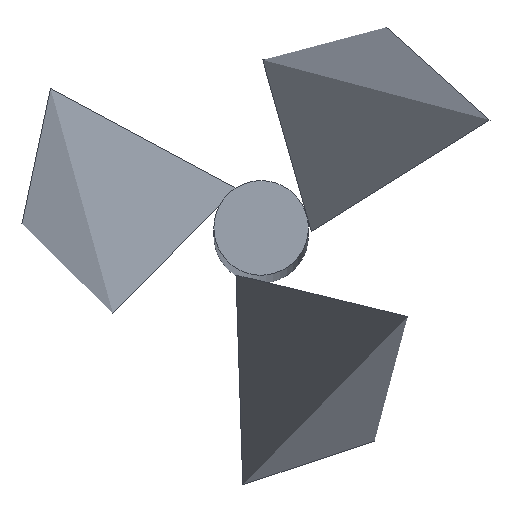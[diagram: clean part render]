
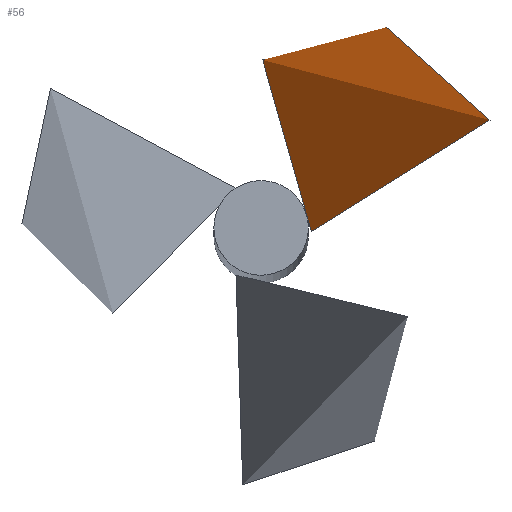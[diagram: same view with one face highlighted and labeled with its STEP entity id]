
A CAD part, top view. The second image highlights one B-rep face of the part: STEP entity #56.
In plain terms, the highlighted free-form (B-spline) face has degree [3, 3] with [4, 5] control points.
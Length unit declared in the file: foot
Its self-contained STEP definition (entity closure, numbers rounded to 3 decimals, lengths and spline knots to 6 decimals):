
#26=B_SPLINE_CURVE_WITH_KNOTS('',3,(#292,#293,#294,#295),.UNSPECIFIED.,
 .F.,.F.,(4,4),(0.,0.038171),.UNSPECIFIED.);
#27=B_SPLINE_CURVE_WITH_KNOTS('',3,(#296,#297,#298,#299),.UNSPECIFIED.,
 .F.,.F.,(4,4),(-0.038171,0.),.UNSPECIFIED.);
#36=B_SPLINE_SURFACE_WITH_KNOTS('',3,3,((#270,#271,#272,#273,#274),(#275,
#276,#277,#278,#279),(#280,#281,#282,#283,#284),(#285,#286,#287,#288,#289)),
 .UNSPECIFIED.,.F.,.F.,.F.,(4,4),(4,1,4),(0.,0.038171),(0.,0.002331,
0.004662),.UNSPECIFIED.);
#56=ADVANCED_FACE('',(#63),#36,.T.);
#63=FACE_OUTER_BOUND('',#70,.T.);
#70=EDGE_LOOP('',(#87,#88));
#87=ORIENTED_EDGE('',*,*,#99,.T.);
#88=ORIENTED_EDGE('',*,*,#100,.T.);
#99=EDGE_CURVE('',#115,#116,#26,.T.);
#100=EDGE_CURVE('',#116,#115,#27,.T.);
#115=VERTEX_POINT('',#290);
#116=VERTEX_POINT('',#291);
#270=CARTESIAN_POINT('',(0.000059,0.006221,0.030401));
#271=CARTESIAN_POINT('',(0.000059,0.006221,0.030401));
#272=CARTESIAN_POINT('',(0.000059,0.006221,0.030401));
#273=CARTESIAN_POINT('',(0.000059,0.006221,0.030401));
#274=CARTESIAN_POINT('',(0.000059,0.006221,0.030401));
#275=CARTESIAN_POINT('',(0.004065,0.012411,0.018716));
#276=CARTESIAN_POINT('',(0.004356,0.013191,0.017572));
#277=CARTESIAN_POINT('',(0.001117,0.01341,0.020495));
#278=CARTESIAN_POINT('',(0.000634,0.004185,0.021599));
#279=CARTESIAN_POINT('',(0.001878,0.001778,0.020981));
#280=CARTESIAN_POINT('',(0.008766,-0.015823,0.016296));
#281=CARTESIAN_POINT('',(0.012599,-0.011742,0.014623));
#282=CARTESIAN_POINT('',(0.024443,0.005333,0.000399));
#283=CARTESIAN_POINT('',(0.005307,0.013443,0.014223));
#284=CARTESIAN_POINT('',(-0.000583,0.013325,0.017714));
#285=CARTESIAN_POINT('',(0.001839,0.000001,-0.000003));
#286=CARTESIAN_POINT('',(0.001839,0.000001,-0.000003));
#287=CARTESIAN_POINT('',(0.001839,0.000001,-0.000003));
#288=CARTESIAN_POINT('',(0.001839,0.000001,-0.000003));
#289=CARTESIAN_POINT('',(0.001839,0.000001,-0.000003));
#290=CARTESIAN_POINT('',(0.000059,0.006221,0.030401));
#291=CARTESIAN_POINT('',(0.001839,0.000001,-0.000003));
#292=CARTESIAN_POINT('',(0.000059,0.006221,0.030401));
#293=CARTESIAN_POINT('',(0.004065,0.012411,0.018716));
#294=CARTESIAN_POINT('',(0.008766,-0.015823,0.016296));
#295=CARTESIAN_POINT('',(0.001839,0.000001,-0.000003));
#296=CARTESIAN_POINT('',(0.001839,0.000001,-0.000003));
#297=CARTESIAN_POINT('',(-0.000583,0.013325,0.017714));
#298=CARTESIAN_POINT('',(0.001878,0.001778,0.020981));
#299=CARTESIAN_POINT('',(0.000059,0.006221,0.030401));
